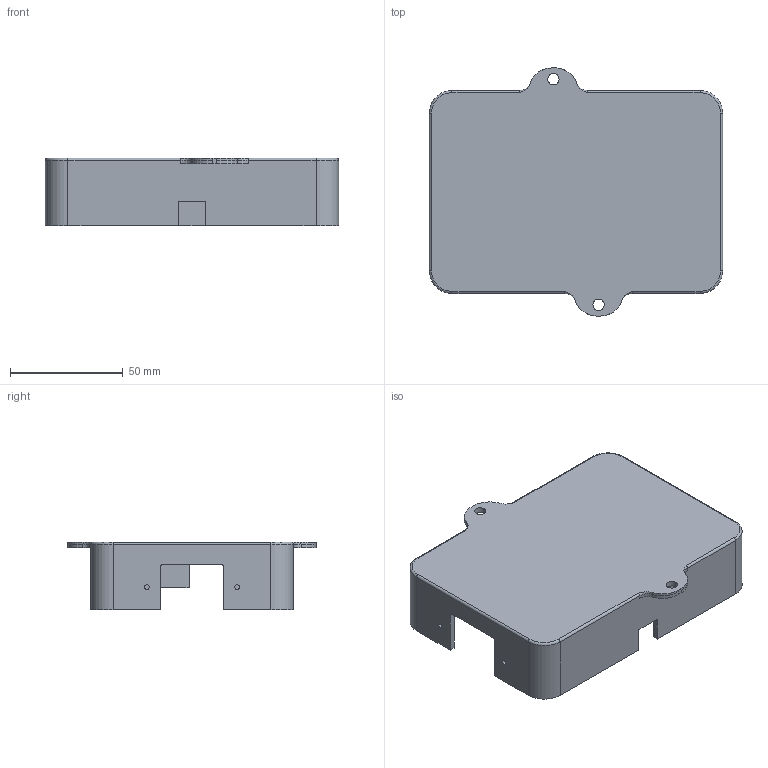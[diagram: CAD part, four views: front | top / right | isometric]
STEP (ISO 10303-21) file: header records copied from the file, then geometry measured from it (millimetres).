
FILE_DESCRIPTION(/* description */ ('STEP AP242','CAx-IF Rec.Pracs.---Representation and Presentation of Product Manufacturing Information (PMI)---4.0---2014-10-13','CAx-IF Rec.Pracs.---3D Tessellated Geometry---0.4---2014-09-14','2;1'),/* implementation_level */ '2;1');
FILE_NAME(/* name */ '63061deae921c85c90583fd0',/* time_stamp */ '2022-08-24T12:47:39+00:00',/* author */ (''),/* organization */ (''),/* preprocessor_version */ 'ST-DEVELOPER v18.102',/* originating_system */ ' ',/* authorisation */ ' ');
FILE_SCHEMA (('AP242_MANAGED_MODEL_BASED_3D_ENGINEERING_MIM_LF { 1 0 10303 442 1 1 4 }'));
Length unit declared in the file: metre
Products named in the file (1): Top
Bounding box: 130 x 110 x 30 mm (x, y, z)
Volume: 60169.7 mm3; surface area: 47789 mm2
Topology: 1 solids, 1 shells, 112 faces, 295 edges, 193 vertices
Faces by surface type: plane 60, cylinder 40, torus 8, bspline 4
Full cylindrical faces by diameter (mm): 2 x8, 2.2 x2, 5 x2
Entity records: 3468 total; most frequent: CARTESIAN_POINT 699, DIRECTION 564, ORIENTED_EDGE 556, EDGE_CURVE 278, AXIS2_PLACEMENT_3D 193, VERTEX_POINT 188, LINE 178, VECTOR 178
